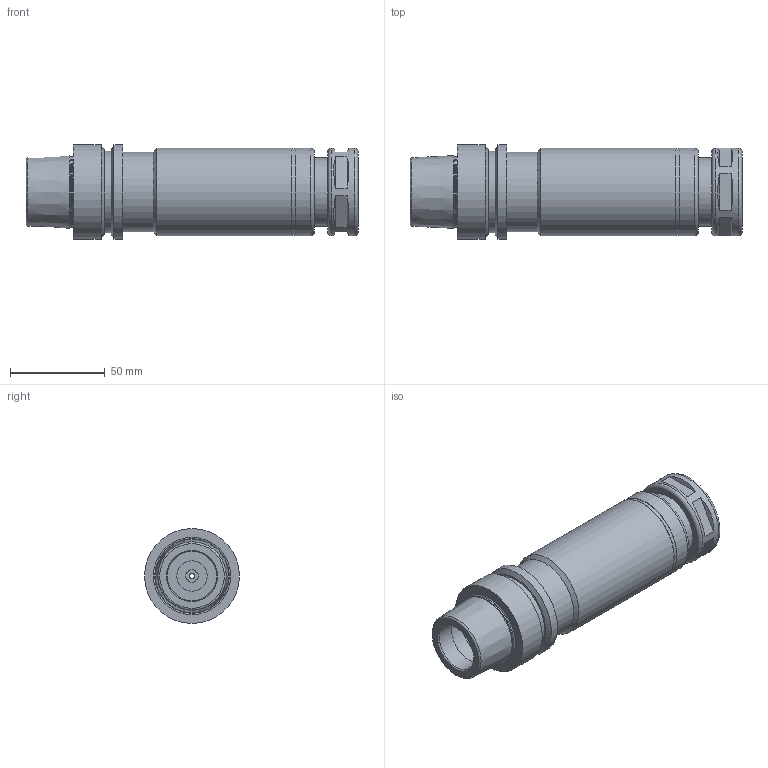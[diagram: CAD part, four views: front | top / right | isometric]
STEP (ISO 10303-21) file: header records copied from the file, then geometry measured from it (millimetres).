
FILE_DESCRIPTION((''),'2;1');
FILE_NAME('536054122150-3D.stp','2022-01-31T15:55:54',('nttooll'),(''),'Autodesk Inventor 2012','Autodesk Inventor 2012','');
FILE_SCHEMA(('AUTOMOTIVE_DESIGN { 1 0 10303 214 1 1 1 1 }'));
Length unit declared in the file: millimetre
Products named in the file (1): 536054122150-3D
Bounding box: 175 x 50 x 50 mm (x, y, z)
Volume: 192205.4 mm3; surface area: 45885.9 mm2
Topology: 1 solids, 1 shells, 101 faces, 174 edges, 107 vertices
Faces by surface type: plane 46, cylinder 31, cone 16, torus 8
Full cylindrical faces by diameter (mm): 2.5 x1, 6.5 x1, 8.5 x1, 9 x1, 16 x1, 16.4 x1, 17.5 x1, 18 x1, 21.8 x1, 21.9 x1, 22.3 x1, 23 x2, 24 x1, 26 x2, 28 x1, 30.4 x1, 32 x1, 32.5 x1, 36 x2, 37.9 x1, 42 x1, 43 x1, 45.6 x1, 46 x2, 46.3 x1, 50 x2
Entity records: 2162 total; most frequent: DIRECTION 418, CARTESIAN_POINT 328, ORIENTED_EDGE 238, AXIS2_PLACEMENT_3D 197, EDGE_LOOP 190, EDGE_CURVE 119, VERTEX_POINT 107, FACE_OUTER_BOUND 101
